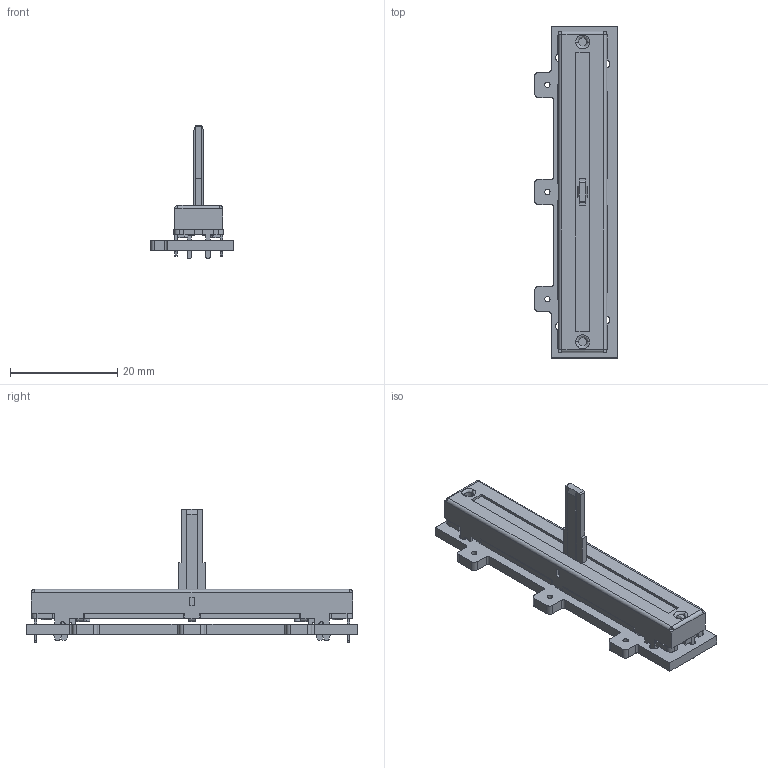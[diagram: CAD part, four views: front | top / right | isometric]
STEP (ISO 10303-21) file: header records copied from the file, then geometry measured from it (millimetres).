
FILE_DESCRIPTION(('Open CASCADE Model'),'2;1');
FILE_NAME('Open CASCADE Shape Model','2019-02-13T10:43:45',('Author'),( 'Open CASCADE'),'Open CASCADE STEP processor 6.8','Open CASCADE 6.8' ,'Unknown');
FILE_SCHEMA(('AUTOMOTIVE_DESIGN { 1 0 10303 214 1 1 1 1 }'));
Length unit declared in the file: millimetre
Products named in the file (4): PCB; Board; R1; User_Library-pta4543-2x15cpxxxx
Assembly tree (3 placements, depth 3):
  PCB
    Board
    R1
      User_Library-pta4543-2x15cpxxxx
Bounding box: 15.5 x 62 x 25 mm (x, y, z)
Volume: 1480.6 mm3; surface area: 5873.7 mm2
Topology: 1 solids, 2 shells, 441 faces, 1297 edges, 839 vertices
Faces by surface type: plane 306, cylinder 119, bspline 16
Full cylindrical faces by diameter (mm): 1 x3, 1.2 x3, 1.7 x4
Entity records: 15584 total; most frequent: CARTESIAN_POINT 3848, ORIENTED_EDGE 2482, DIRECTION 2284, EDGE_CURVE 1295, LINE 930, VECTOR 930, VERTEX_POINT 837, AXIS2_PLACEMENT_3D 677
